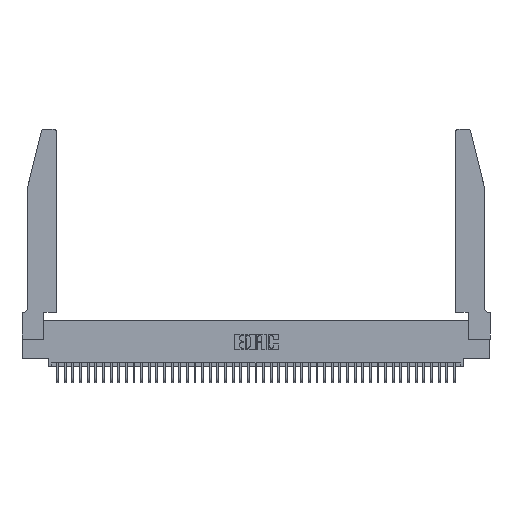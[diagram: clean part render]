
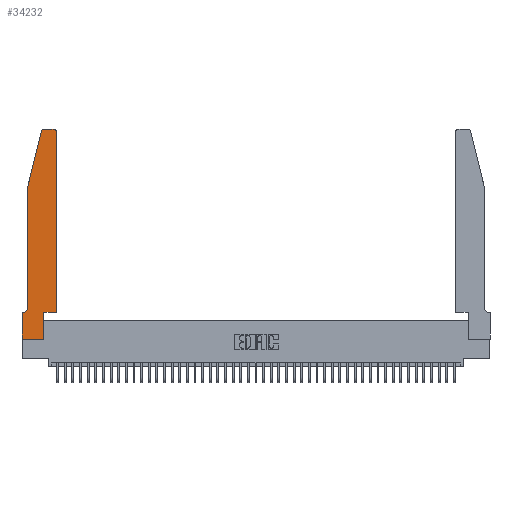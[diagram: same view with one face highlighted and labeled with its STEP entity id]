
A CAD part, top view. The second image highlights one B-rep face of the part: STEP entity #34232.
In plain terms, the highlighted planar face has unit normal (0, 0, 1).
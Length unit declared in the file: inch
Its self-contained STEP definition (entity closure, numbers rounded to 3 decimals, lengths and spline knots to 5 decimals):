
#219 = EDGE_CURVE ( 'NONE', #42176, #3713, #45737, .T. ) ;
#771 = CARTESIAN_POINT ( 'NONE',  ( 0.2865, 0., 0.37 ) ) ;
#845 = DIRECTION ( 'NONE',  ( 0., -1., 0. ) ) ;
#2338 = CARTESIAN_POINT ( 'NONE',  ( 0.0755, 0.35, 0.37 ) ) ;
#2473 = VERTEX_POINT ( 'NONE', #37333 ) ;
#3713 = VERTEX_POINT ( 'NONE', #14747 ) ;
#3861 = ORIENTED_EDGE ( 'NONE', *, *, #35817, .T. ) ;
#3975 = CARTESIAN_POINT ( 'NONE',  ( 0., 0., 0.37 ) ) ;
#4219 = VECTOR ( 'NONE', #41306, 39.37008 ) ;
#4868 = EDGE_LOOP ( 'NONE', ( #30508, #11073, #35859, #13675, #10801, #3861, #32409, #27252, #19363, #18887, #14217, #11143 ) ) ;
#5281 = VECTOR ( 'NONE', #8785, 39.37008 ) ;
#6330 = EDGE_CURVE ( 'NONE', #33217, #43021, #43779, .T. ) ;
#8426 = CARTESIAN_POINT ( 'NONE',  ( 0.0755, 2., 0.37 ) ) ;
#8539 = EDGE_CURVE ( 'NONE', #39444, #2473, #30897, .T. ) ;
#8785 = DIRECTION ( 'NONE',  ( -0.239, -0.971, 0. ) ) ;
#8913 = DIRECTION ( 'NONE',  ( 0., 0., 1. ) ) ;
#9067 = DIRECTION ( 'NONE',  ( 1., 0., 0. ) ) ;
#9289 = VECTOR ( 'NONE', #10723, 39.37008 ) ;
#9849 = CIRCLE ( 'NONE', #18964, 0.03 ) ;
#10085 = CARTESIAN_POINT ( 'NONE',  ( 0.0755, 0.42, 0.37 ) ) ;
#10190 = CARTESIAN_POINT ( 'NONE',  ( 0., 0., 0.37 ) ) ;
#10723 = DIRECTION ( 'NONE',  ( 1., 0., 0. ) ) ;
#10801 = ORIENTED_EDGE ( 'NONE', *, *, #6330, .T. ) ;
#11073 = ORIENTED_EDGE ( 'NONE', *, *, #219, .T. ) ;
#11143 = ORIENTED_EDGE ( 'NONE', *, *, #28417, .T. ) ;
#11761 = EDGE_CURVE ( 'NONE', #3713, #29412, #13732, .T. ) ;
#13015 = EDGE_CURVE ( 'NONE', #43429, #22919, #24299, .T. ) ;
#13132 = AXIS2_PLACEMENT_3D ( 'NONE', #37755, #8913, #9067 ) ;
#13388 = DIRECTION ( 'NONE',  ( 0., 0., 1. ) ) ;
#13675 = ORIENTED_EDGE ( 'NONE', *, *, #17825, .T. ) ;
#13732 = LINE ( 'NONE', #37635, #5281 ) ;
#14217 = ORIENTED_EDGE ( 'NONE', *, *, #13015, .T. ) ;
#14747 = CARTESIAN_POINT ( 'NONE',  ( 0.25487, 2.72718, 0.37 ) ) ;
#15055 = CARTESIAN_POINT ( 'NONE',  ( 0.4505, 2.72, 0.37 ) ) ;
#15709 = CARTESIAN_POINT ( 'NONE',  ( 0.2865, 0.35, 0.37 ) ) ;
#16695 = DIRECTION ( 'NONE',  ( -1., 0., 0. ) ) ;
#16741 = CARTESIAN_POINT ( 'NONE',  ( 0.284, 2.75, 0.37 ) ) ;
#17825 = EDGE_CURVE ( 'NONE', #29412, #33217, #34744, .T. ) ;
#18887 = ORIENTED_EDGE ( 'NONE', *, *, #46289, .T. ) ;
#18964 = AXIS2_PLACEMENT_3D ( 'NONE', #34951, #13388, #38919 ) ;
#19302 = VERTEX_POINT ( 'NONE', #32900 ) ;
#19363 = ORIENTED_EDGE ( 'NONE', *, *, #32376, .T. ) ;
#21279 = DIRECTION ( 'NONE',  ( 1., 0., 0. ) ) ;
#21450 = DIRECTION ( 'NONE',  ( 0., 0., 1. ) ) ;
#21912 = CARTESIAN_POINT ( 'NONE',  ( 0., 0.35, 0.37 ) ) ;
#22749 = CARTESIAN_POINT ( 'NONE',  ( 0.0055, 0.35, 0.37 ) ) ;
#22919 = VERTEX_POINT ( 'NONE', #15055 ) ;
#24097 = DIRECTION ( 'NONE',  ( 0., 0., -1. ) ) ;
#24241 = CARTESIAN_POINT ( 'NONE',  ( 0.0055, 0.42, 0.37 ) ) ;
#24299 = LINE ( 'NONE', #25776, #44561 ) ;
#24555 = DIRECTION ( 'NONE',  ( -1., 0., 0. ) ) ;
#25192 = CARTESIAN_POINT ( 'NONE',  ( 0.284, 2.72, 0.37 ) ) ;
#25776 = CARTESIAN_POINT ( 'NONE',  ( 0.4505, 0.35, 0.37 ) ) ;
#26563 = PLANE ( 'NONE',  #13132 ) ;
#27252 = ORIENTED_EDGE ( 'NONE', *, *, #45022, .T. ) ;
#28417 = EDGE_CURVE ( 'NONE', #22919, #42578, #9849, .T. ) ;
#28814 = DIRECTION ( 'NONE',  ( 1., 0., 0. ) ) ;
#29086 = LINE ( 'NONE', #10190, #36958 ) ;
#29412 = VERTEX_POINT ( 'NONE', #33391 ) ;
#29474 = VERTEX_POINT ( 'NONE', #771 ) ;
#29477 = LINE ( 'NONE', #2338, #45285 ) ;
#30187 = DIRECTION ( 'NONE',  ( 0., 1., 0. ) ) ;
#30508 = ORIENTED_EDGE ( 'NONE', *, *, #46027, .T. ) ;
#30897 = LINE ( 'NONE', #3975, #43847 ) ;
#31860 = LINE ( 'NONE', #43074, #9289 ) ;
#32024 = VECTOR ( 'NONE', #44346, 39.37008 ) ;
#32376 = EDGE_CURVE ( 'NONE', #29474, #19302, #41618, .T. ) ;
#32409 = ORIENTED_EDGE ( 'NONE', *, *, #8539, .T. ) ;
#32900 = CARTESIAN_POINT ( 'NONE',  ( 0.2865, 0.35, 0.37 ) ) ;
#32903 = DIRECTION ( 'NONE',  ( 0., -1., 0. ) ) ;
#32921 = LINE ( 'NONE', #41468, #4219 ) ;
#33217 = VERTEX_POINT ( 'NONE', #10085 ) ;
#33391 = CARTESIAN_POINT ( 'NONE',  ( 0.0755, 2., 0.37 ) ) ;
#33946 = CARTESIAN_POINT ( 'NONE',  ( 0.4505, 0.35, 0.37 ) ) ;
#34232 = ADVANCED_FACE ( 'NONE', ( #39816 ), #26563, .T. ) ;
#34744 = LINE ( 'NONE', #8426, #41545 ) ;
#34951 = CARTESIAN_POINT ( 'NONE',  ( 0.4205, 2.72, 0.37 ) ) ;
#35817 = EDGE_CURVE ( 'NONE', #43021, #39444, #29477, .T. ) ;
#35859 = ORIENTED_EDGE ( 'NONE', *, *, #11761, .T. ) ;
#36958 = VECTOR ( 'NONE', #21279, 39.37008 ) ;
#37333 = CARTESIAN_POINT ( 'NONE',  ( 0., 0., 0.37 ) ) ;
#37635 = CARTESIAN_POINT ( 'NONE',  ( 0.0755, 2., 0.37 ) ) ;
#37755 = CARTESIAN_POINT ( 'NONE',  ( 0., 0.35, 0.37 ) ) ;
#37914 = AXIS2_PLACEMENT_3D ( 'NONE', #24241, #24097, #24555 ) ;
#38919 = DIRECTION ( 'NONE',  ( 1., 0., 0. ) ) ;
#39444 = VERTEX_POINT ( 'NONE', #21912 ) ;
#39816 = FACE_OUTER_BOUND ( 'NONE', #4868, .T. ) ;
#40422 = AXIS2_PLACEMENT_3D ( 'NONE', #25192, #21450, #28814 ) ;
#41306 = DIRECTION ( 'NONE',  ( -1., 0., 0. ) ) ;
#41468 = CARTESIAN_POINT ( 'NONE',  ( 0.2605, 2.75, 0.37 ) ) ;
#41545 = VECTOR ( 'NONE', #845, 39.37008 ) ;
#41557 = CARTESIAN_POINT ( 'NONE',  ( 0.4205, 2.75, 0.37 ) ) ;
#41618 = LINE ( 'NONE', #15709, #32024 ) ;
#42176 = VERTEX_POINT ( 'NONE', #16741 ) ;
#42578 = VERTEX_POINT ( 'NONE', #41557 ) ;
#43021 = VERTEX_POINT ( 'NONE', #22749 ) ;
#43074 = CARTESIAN_POINT ( 'NONE',  ( 0.4505, 0.35, 0.37 ) ) ;
#43429 = VERTEX_POINT ( 'NONE', #33946 ) ;
#43779 = CIRCLE ( 'NONE', #37914, 0.07 ) ;
#43847 = VECTOR ( 'NONE', #32903, 39.37008 ) ;
#44346 = DIRECTION ( 'NONE',  ( 0., 1., 0. ) ) ;
#44561 = VECTOR ( 'NONE', #30187, 39.37008 ) ;
#45022 = EDGE_CURVE ( 'NONE', #2473, #29474, #29086, .T. ) ;
#45285 = VECTOR ( 'NONE', #16695, 39.37008 ) ;
#45737 = CIRCLE ( 'NONE', #40422, 0.03 ) ;
#46027 = EDGE_CURVE ( 'NONE', #42578, #42176, #32921, .T. ) ;
#46289 = EDGE_CURVE ( 'NONE', #19302, #43429, #31860, .T. ) ;
